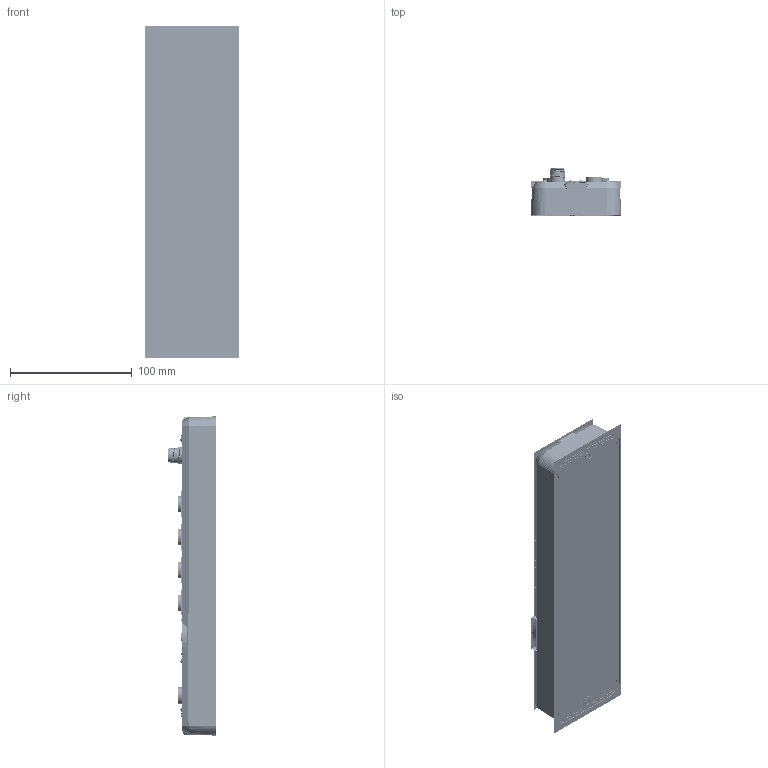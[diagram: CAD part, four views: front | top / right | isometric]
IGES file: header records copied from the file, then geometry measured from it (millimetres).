
Start section:  PTC IGES file: 250950_sm01.igs
Global section: file name: 250950_sm01.igs; native system: Creo Parametric by PTC Inc.; preprocessor: 2022414; author: banengservice; organization: Unknown; date: 20250903.092901; units: millimetre
Bounding box: 76.87 x 39.14 x 272.39 mm (x, y, z)
Volume: 496474.9 mm3; surface area: 342921.6 mm2
Topology: 1 solids, 1 shells, 6454 faces, 32747 edges, 41326 vertices
Faces by surface type: revolution 3370, bspline 2860, extrusion 224
